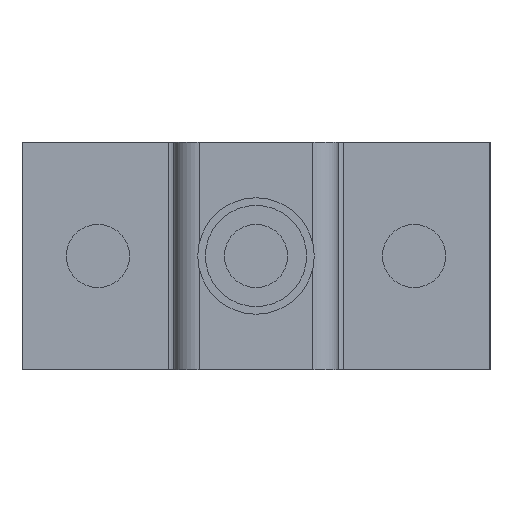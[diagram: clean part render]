
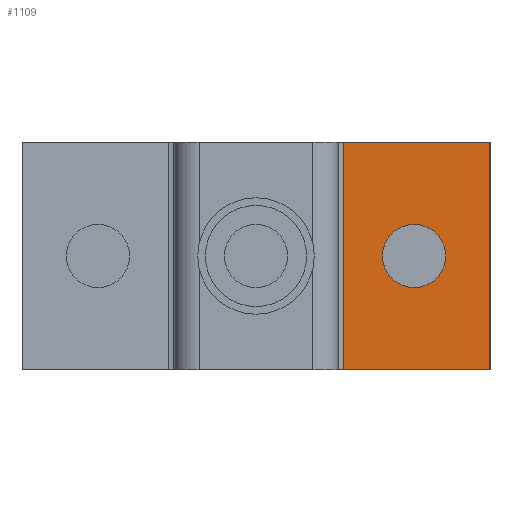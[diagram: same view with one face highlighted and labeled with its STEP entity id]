
A CAD part, front view. The second image highlights one B-rep face of the part: STEP entity #1109.
In plain terms, the highlighted planar face has unit normal (0, -1, 0).
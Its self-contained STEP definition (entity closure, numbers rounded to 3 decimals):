
#232 = EDGE_LOOP ( 'NONE', ( #1957, #2857, #2103, #1213 ) ) ;
#438 = VERTEX_POINT ( 'NONE', #1980 ) ;
#486 = VECTOR ( 'NONE', #3314, 1000. ) ;
#501 = PLANE ( 'NONE',  #1545 ) ;
#575 = CARTESIAN_POINT ( 'NONE',  ( 6.892, -1.25, 9. ) ) ;
#588 = VERTEX_POINT ( 'NONE', #575 ) ;
#731 = EDGE_CURVE ( 'NONE', #1132, #438, #2731, .T. ) ;
#979 = DIRECTION ( 'NONE',  ( 0., 0., -1. ) ) ;
#1016 = DIRECTION ( 'NONE',  ( -1., 0., 0. ) ) ;
#1109 = ADVANCED_FACE ( 'NONE', ( #2375 ), #501, .F. ) ;
#1132 = VERTEX_POINT ( 'NONE', #1291 ) ;
#1141 = CARTESIAN_POINT ( 'NONE',  ( 6.892, -1.25, -9. ) ) ;
#1176 = LINE ( 'NONE', #2523, #486 ) ;
#1213 = ORIENTED_EDGE ( 'NONE', *, *, #1350, .T. ) ;
#1291 = CARTESIAN_POINT ( 'NONE',  ( 6.892, -1.25, -9. ) ) ;
#1347 = CARTESIAN_POINT ( 'NONE',  ( 18.5, -1.25, 9. ) ) ;
#1350 = EDGE_CURVE ( 'NONE', #588, #1132, #1469, .T. ) ;
#1413 = CARTESIAN_POINT ( 'NONE',  ( 18.5, -1.25, 9. ) ) ;
#1469 = LINE ( 'NONE', #2536, #2325 ) ;
#1545 = AXIS2_PLACEMENT_3D ( 'NONE', #2304, #2567, #1016 ) ;
#1562 = VERTEX_POINT ( 'NONE', #1347 ) ;
#1656 = DIRECTION ( 'NONE',  ( 1., 0., 0. ) ) ;
#1668 = DIRECTION ( 'NONE',  ( 0., 0., -1. ) ) ;
#1957 = ORIENTED_EDGE ( 'NONE', *, *, #731, .T. ) ;
#1961 = VECTOR ( 'NONE', #1656, 1000. ) ;
#1980 = CARTESIAN_POINT ( 'NONE',  ( 18.5, -1.25, -9. ) ) ;
#2103 = ORIENTED_EDGE ( 'NONE', *, *, #2632, .F. ) ;
#2291 = VECTOR ( 'NONE', #1668, 1000. ) ;
#2304 = CARTESIAN_POINT ( 'NONE',  ( 6.892, -1.25, 9. ) ) ;
#2325 = VECTOR ( 'NONE', #979, 1000. ) ;
#2375 = FACE_OUTER_BOUND ( 'NONE', #232, .T. ) ;
#2523 = CARTESIAN_POINT ( 'NONE',  ( 6.892, -1.25, 9. ) ) ;
#2536 = CARTESIAN_POINT ( 'NONE',  ( 6.892, -1.25, 9. ) ) ;
#2567 = DIRECTION ( 'NONE',  ( 0., 1., 0. ) ) ;
#2632 = EDGE_CURVE ( 'NONE', #588, #1562, #1176, .T. ) ;
#2731 = LINE ( 'NONE', #1141, #1961 ) ;
#2857 = ORIENTED_EDGE ( 'NONE', *, *, #3069, .F. ) ;
#3069 = EDGE_CURVE ( 'NONE', #1562, #438, #3080, .T. ) ;
#3080 = LINE ( 'NONE', #1413, #2291 ) ;
#3314 = DIRECTION ( 'NONE',  ( 1., 0., 0. ) ) ;
